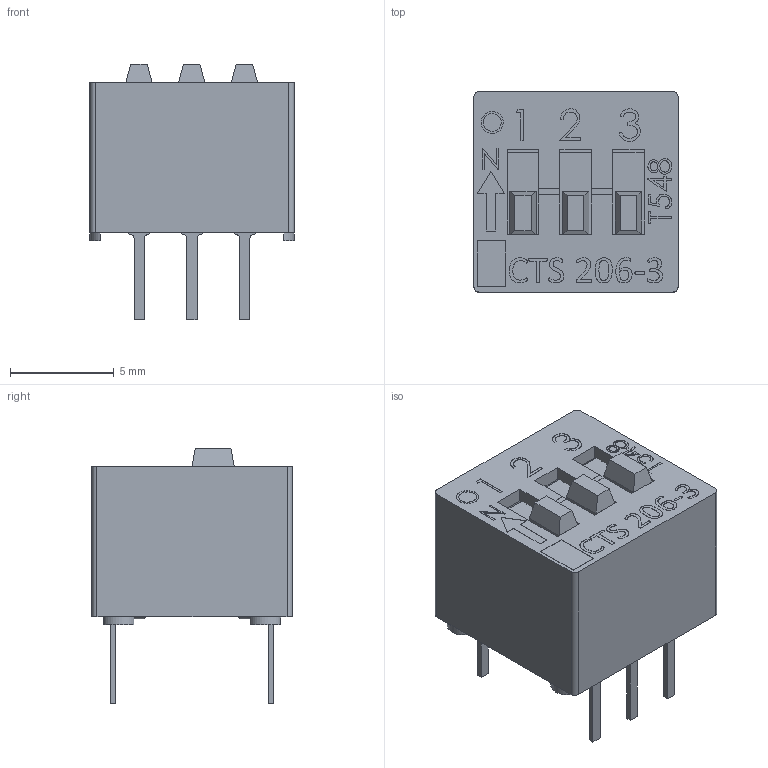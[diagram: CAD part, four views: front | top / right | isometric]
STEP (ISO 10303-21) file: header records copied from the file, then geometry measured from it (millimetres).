
FILE_DESCRIPTION (( 'STEP AP214' ), '1' );
FILE_NAME ('206-3.STEP', '2019-05-24T06:37:54', ( '' ), ( '' ), 'SwSTEP 2.0', 'SolidWorks 2019', '' );
FILE_SCHEMA (( 'AUTOMOTIVE_DESIGN' ));
Length unit declared in the file: millimetre
Products named in the file (4): 206-3 pole assembly; 206-3; 206-40-033(for 206003); 206-56-014-35-01
Assembly tree (5 placements, depth 2):
  206-3
    206-40-033(for 206003)
    206-3 pole assembly
    206-56-014-35-01  x3
Bounding box: 9.83 x 9.65 x 12.32 mm (x, y, z)
Volume: 449.2 mm3; surface area: 1372.4 mm2
Topology: 5 solids, 5 shells, 483 faces, 1305 edges, 864 vertices
Faces by surface type: plane 300, bspline 133, cylinder 50
Entity records: 20518 total; most frequent: CARTESIAN_POINT 10667, ORIENTED_EDGE 2206, DIRECTION 1463, EDGE_CURVE 1103, VECTOR 767, LINE 767, VERTEX_POINT 732, EDGE_LOOP 445
